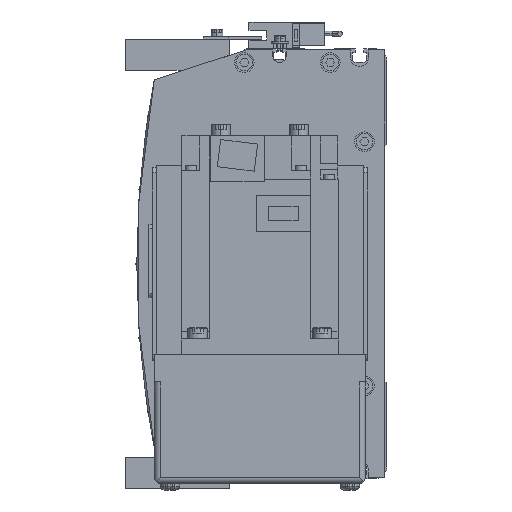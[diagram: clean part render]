
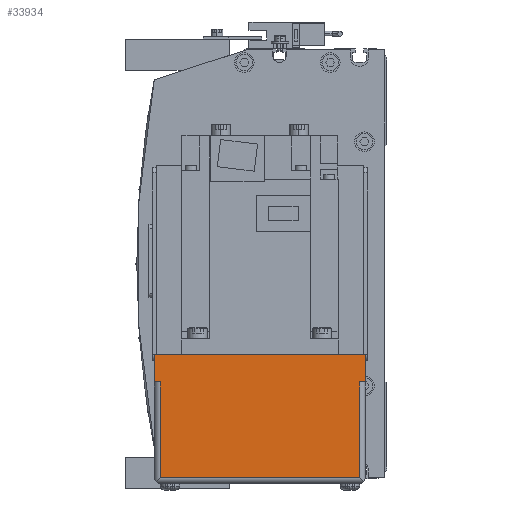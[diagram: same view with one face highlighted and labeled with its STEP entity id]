
A CAD part, left-side view. The second image highlights one B-rep face of the part: STEP entity #33934.
In plain terms, the highlighted planar face has unit normal (-1, 0, 0).
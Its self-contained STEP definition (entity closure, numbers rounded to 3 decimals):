
#50 = VERTEX_POINT ( 'NONE', #36734 ) ;
#194 = VECTOR ( 'NONE', #4540, 1000. ) ;
#1240 = DIRECTION ( 'NONE',  ( 0., -1., 0. ) ) ;
#1796 = CARTESIAN_POINT ( 'NONE',  ( -216.5, 119., -46.5 ) ) ;
#2854 = DIRECTION ( 'NONE',  ( 0., 0., 1. ) ) ;
#3609 = ORIENTED_EDGE ( 'NONE', *, *, #23413, .T. ) ;
#3651 = DIRECTION ( 'NONE',  ( 0., -1., 0. ) ) ;
#3995 = CARTESIAN_POINT ( 'NONE',  ( -216.5, 119., -60.5 ) ) ;
#4540 = DIRECTION ( 'NONE',  ( 0., 0., 1. ) ) ;
#6403 = LINE ( 'NONE', #43385, #7406 ) ;
#6598 = CARTESIAN_POINT ( 'NONE',  ( -216.5, 11., -46.5 ) ) ;
#7146 = VERTEX_POINT ( 'NONE', #11988 ) ;
#7339 = ORIENTED_EDGE ( 'NONE', *, *, #33421, .T. ) ;
#7406 = VECTOR ( 'NONE', #2854, 1000. ) ;
#7777 = EDGE_CURVE ( 'NONE', #32966, #32908, #6403, .T. ) ;
#7840 = CARTESIAN_POINT ( 'NONE',  ( -216.5, 116., -112.5 ) ) ;
#7906 = CARTESIAN_POINT ( 'NONE',  ( -216.5, 119., -46.5 ) ) ;
#7941 = ORIENTED_EDGE ( 'NONE', *, *, #34945, .T. ) ;
#9266 = CARTESIAN_POINT ( 'NONE',  ( -216.5, 119., -60.5 ) ) ;
#10375 = VECTOR ( 'NONE', #35771, 1000. ) ;
#10756 = LINE ( 'NONE', #7840, #194 ) ;
#11489 = EDGE_LOOP ( 'NONE', ( #3609, #27523, #7941, #7339, #37360, #26566, #39858, #43619 ) ) ;
#11988 = CARTESIAN_POINT ( 'NONE',  ( -216.5, 11., -60.5 ) ) ;
#12953 = CARTESIAN_POINT ( 'NONE',  ( -216.5, 14., -60.5 ) ) ;
#14112 = EDGE_CURVE ( 'NONE', #32908, #25422, #42221, .T. ) ;
#14134 = VERTEX_POINT ( 'NONE', #31721 ) ;
#14362 = AXIS2_PLACEMENT_3D ( 'NONE', #3995, #17321, #41387 ) ;
#14636 = VERTEX_POINT ( 'NONE', #12953 ) ;
#16564 = VECTOR ( 'NONE', #16604, 1000. ) ;
#16604 = DIRECTION ( 'NONE',  ( 0., 0., 1. ) ) ;
#16711 = DIRECTION ( 'NONE',  ( 0., -1., 0. ) ) ;
#17320 = EDGE_CURVE ( 'NONE', #32966, #14134, #18837, .T. ) ;
#17321 = DIRECTION ( 'NONE',  ( -1., 0., 0. ) ) ;
#17429 = LINE ( 'NONE', #34112, #20090 ) ;
#18288 = DIRECTION ( 'NONE',  ( 0., 0., 1. ) ) ;
#18837 = LINE ( 'NONE', #9266, #10375 ) ;
#20090 = VECTOR ( 'NONE', #3651, 1000. ) ;
#20210 = FACE_OUTER_BOUND ( 'NONE', #11489, .T. ) ;
#23413 = EDGE_CURVE ( 'NONE', #27927, #50, #30281, .T. ) ;
#23992 = PLANE ( 'NONE',  #14362 ) ;
#24839 = EDGE_CURVE ( 'NONE', #27927, #14134, #10756, .T. ) ;
#25189 = LINE ( 'NONE', #42367, #39222 ) ;
#25422 = VERTEX_POINT ( 'NONE', #6598 ) ;
#26566 = ORIENTED_EDGE ( 'NONE', *, *, #7777, .F. ) ;
#27523 = ORIENTED_EDGE ( 'NONE', *, *, #35169, .T. ) ;
#27927 = VERTEX_POINT ( 'NONE', #38593 ) ;
#30281 = LINE ( 'NONE', #34288, #34165 ) ;
#31721 = CARTESIAN_POINT ( 'NONE',  ( -216.5, 116., -60.5 ) ) ;
#32908 = VERTEX_POINT ( 'NONE', #1796 ) ;
#32966 = VERTEX_POINT ( 'NONE', #35834 ) ;
#33421 = EDGE_CURVE ( 'NONE', #7146, #25422, #25189, .T. ) ;
#33934 = ADVANCED_FACE ( 'NONE', ( #20210 ), #23992, .T. ) ;
#34112 = CARTESIAN_POINT ( 'NONE',  ( -216.5, 119., -60.5 ) ) ;
#34165 = VECTOR ( 'NONE', #16711, 1000. ) ;
#34288 = CARTESIAN_POINT ( 'NONE',  ( -216.5, 150., -109.5 ) ) ;
#34945 = EDGE_CURVE ( 'NONE', #14636, #7146, #17429, .T. ) ;
#35169 = EDGE_CURVE ( 'NONE', #50, #14636, #40023, .T. ) ;
#35771 = DIRECTION ( 'NONE',  ( 0., -1., 0. ) ) ;
#35834 = CARTESIAN_POINT ( 'NONE',  ( -216.5, 119., -60.5 ) ) ;
#36734 = CARTESIAN_POINT ( 'NONE',  ( -216.5, 14., -109.5 ) ) ;
#37360 = ORIENTED_EDGE ( 'NONE', *, *, #14112, .F. ) ;
#38529 = VECTOR ( 'NONE', #1240, 1000. ) ;
#38593 = CARTESIAN_POINT ( 'NONE',  ( -216.5, 116., -109.5 ) ) ;
#39222 = VECTOR ( 'NONE', #18288, 1000. ) ;
#39858 = ORIENTED_EDGE ( 'NONE', *, *, #17320, .T. ) ;
#40023 = LINE ( 'NONE', #42926, #16564 ) ;
#41387 = DIRECTION ( 'NONE',  ( 0., 0., 1. ) ) ;
#42221 = LINE ( 'NONE', #7906, #38529 ) ;
#42367 = CARTESIAN_POINT ( 'NONE',  ( -216.5, 11., -60.5 ) ) ;
#42926 = CARTESIAN_POINT ( 'NONE',  ( -216.5, 14., -112.5 ) ) ;
#43385 = CARTESIAN_POINT ( 'NONE',  ( -216.5, 119., -60.5 ) ) ;
#43619 = ORIENTED_EDGE ( 'NONE', *, *, #24839, .F. ) ;
